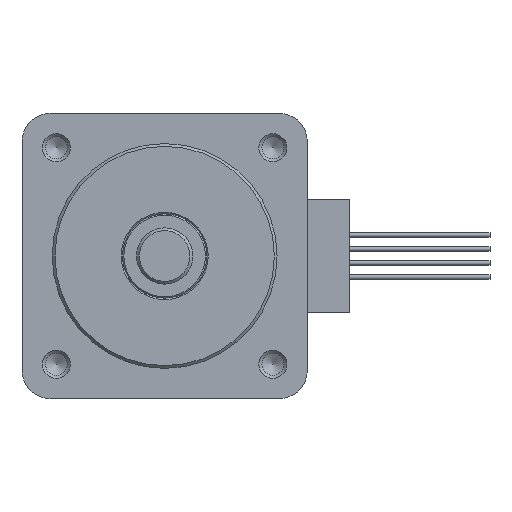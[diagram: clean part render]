
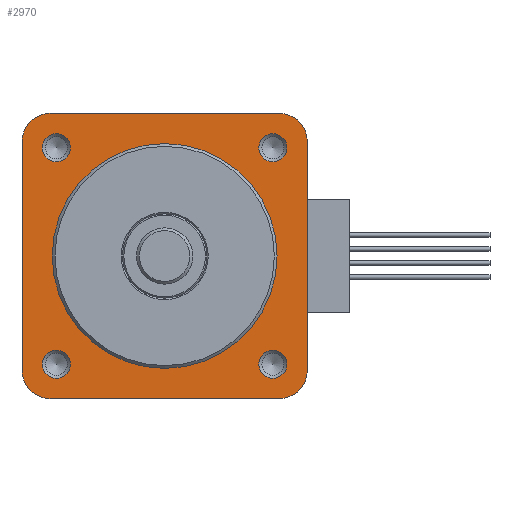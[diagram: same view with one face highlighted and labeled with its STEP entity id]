
A CAD part, left-side view. The second image highlights one B-rep face of the part: STEP entity #2970.
In plain terms, the highlighted planar face has unit normal (-1, 0, 0).
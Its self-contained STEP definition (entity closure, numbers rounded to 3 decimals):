
#53=CIRCLE('',#3166,2.);
#55=CIRCLE('',#3169,2.);
#57=CIRCLE('',#3172,2.);
#59=CIRCLE('',#3175,2.);
#62=CIRCLE('',#3184,1.);
#63=CIRCLE('',#3185,1.);
#64=CIRCLE('',#3186,1.);
#65=CIRCLE('',#3187,1.);
#66=CIRCLE('',#3188,8.);
#291=ORIENTED_EDGE('',*,*,#1113,.T.);
#292=ORIENTED_EDGE('',*,*,#1114,.T.);
#293=ORIENTED_EDGE('',*,*,#1115,.T.);
#294=ORIENTED_EDGE('',*,*,#1116,.T.);
#295=ORIENTED_EDGE('',*,*,#1117,.F.);
#296=ORIENTED_EDGE('',*,*,#1101,.F.);
#297=ORIENTED_EDGE('',*,*,#1110,.F.);
#298=ORIENTED_EDGE('',*,*,#1097,.F.);
#299=ORIENTED_EDGE('',*,*,#1108,.F.);
#300=ORIENTED_EDGE('',*,*,#1089,.F.);
#301=ORIENTED_EDGE('',*,*,#1106,.F.);
#302=ORIENTED_EDGE('',*,*,#1093,.F.);
#303=ORIENTED_EDGE('',*,*,#1104,.F.);
#1089=EDGE_CURVE('',#1500,#1501,#53,.T.);
#1093=EDGE_CURVE('',#1504,#1505,#55,.T.);
#1097=EDGE_CURVE('',#1508,#1509,#57,.T.);
#1101=EDGE_CURVE('',#1512,#1513,#59,.T.);
#1104=EDGE_CURVE('',#1513,#1504,#1806,.T.);
#1106=EDGE_CURVE('',#1505,#1500,#1808,.T.);
#1108=EDGE_CURVE('',#1501,#1508,#1810,.T.);
#1110=EDGE_CURVE('',#1509,#1512,#1812,.T.);
#1113=EDGE_CURVE('',#1516,#1516,#62,.T.);
#1114=EDGE_CURVE('',#1517,#1517,#63,.T.);
#1115=EDGE_CURVE('',#1518,#1518,#64,.T.);
#1116=EDGE_CURVE('',#1519,#1519,#65,.T.);
#1117=EDGE_CURVE('',#1520,#1520,#66,.F.);
#1500=VERTEX_POINT('',#4423);
#1501=VERTEX_POINT('',#4425);
#1504=VERTEX_POINT('',#4432);
#1505=VERTEX_POINT('',#4434);
#1508=VERTEX_POINT('',#4441);
#1509=VERTEX_POINT('',#4443);
#1512=VERTEX_POINT('',#4450);
#1513=VERTEX_POINT('',#4452);
#1516=VERTEX_POINT('',#4473);
#1517=VERTEX_POINT('',#4475);
#1518=VERTEX_POINT('',#4477);
#1519=VERTEX_POINT('',#4479);
#1520=VERTEX_POINT('',#4481);
#1806=LINE('',#4456,#2098);
#1808=LINE('',#4459,#2100);
#1810=LINE('',#4462,#2102);
#1812=LINE('',#4465,#2104);
#2098=VECTOR('',#3542,1000.);
#2100=VECTOR('',#3546,1000.);
#2102=VECTOR('',#3550,1000.);
#2104=VECTOR('',#3554,1000.);
#2383=EDGE_LOOP('',(#291));
#2384=EDGE_LOOP('',(#292));
#2385=EDGE_LOOP('',(#293));
#2386=EDGE_LOOP('',(#294));
#2387=EDGE_LOOP('',(#295));
#2388=EDGE_LOOP('',(#296,#297,#298,#299,#300,#301,#302,#303));
#2621=FACE_BOUND('',#2383,.T.);
#2622=FACE_BOUND('',#2384,.T.);
#2623=FACE_BOUND('',#2385,.T.);
#2624=FACE_BOUND('',#2386,.T.);
#2625=FACE_BOUND('',#2387,.T.);
#2626=FACE_BOUND('',#2388,.T.);
#2854=PLANE('',#3183);
#2970=ADVANCED_FACE('',(#2621,#2622,#2623,#2624,#2625,#2626),#2854,.F.);
#3166=AXIS2_PLACEMENT_3D('',#4424,#3512,#3513);
#3169=AXIS2_PLACEMENT_3D('',#4433,#3520,#3521);
#3172=AXIS2_PLACEMENT_3D('',#4442,#3528,#3529);
#3175=AXIS2_PLACEMENT_3D('',#4451,#3536,#3537);
#3183=AXIS2_PLACEMENT_3D('',#4471,#3561,#3562);
#3184=AXIS2_PLACEMENT_3D('',#4472,#3563,#3564);
#3185=AXIS2_PLACEMENT_3D('',#4474,#3565,#3566);
#3186=AXIS2_PLACEMENT_3D('',#4476,#3567,#3568);
#3187=AXIS2_PLACEMENT_3D('',#4478,#3569,#3570);
#3188=AXIS2_PLACEMENT_3D('',#4480,#3571,#3572);
#3512=DIRECTION('',(1.,0.,0.));
#3513=DIRECTION('',(0.,0.,-1.));
#3520=DIRECTION('',(1.,0.,0.));
#3521=DIRECTION('',(0.,0.,-1.));
#3528=DIRECTION('',(1.,0.,0.));
#3529=DIRECTION('',(0.,0.,-1.));
#3536=DIRECTION('',(1.,0.,0.));
#3537=DIRECTION('',(0.,0.,-1.));
#3542=DIRECTION('',(0.,-1.,0.));
#3546=DIRECTION('',(0.,0.,-1.));
#3550=DIRECTION('',(0.,1.,0.));
#3554=DIRECTION('',(0.,0.,1.));
#3561=DIRECTION('',(1.,0.,0.));
#3562=DIRECTION('',(0.,0.,-1.));
#3563=DIRECTION('',(1.,0.,0.));
#3564=DIRECTION('',(0.,1.,0.));
#3565=DIRECTION('',(1.,0.,0.));
#3566=DIRECTION('',(0.,1.,0.));
#3567=DIRECTION('',(1.,0.,0.));
#3568=DIRECTION('',(0.,1.,0.));
#3569=DIRECTION('',(1.,0.,0.));
#3570=DIRECTION('',(0.,1.,0.));
#3571=DIRECTION('',(1.,0.,0.));
#3572=DIRECTION('',(0.,0.,-1.));
#4423=CARTESIAN_POINT('',(0.,-10.15,-8.15));
#4424=CARTESIAN_POINT('',(0.,-8.15,-8.15));
#4425=CARTESIAN_POINT('',(0.,-8.15,-10.15));
#4432=CARTESIAN_POINT('',(0.,-8.15,10.15));
#4433=CARTESIAN_POINT('',(0.,-8.15,8.15));
#4434=CARTESIAN_POINT('',(0.,-10.15,8.15));
#4441=CARTESIAN_POINT('',(0.,8.15,-10.15));
#4442=CARTESIAN_POINT('',(0.,8.15,-8.15));
#4443=CARTESIAN_POINT('',(0.,10.15,-8.15));
#4450=CARTESIAN_POINT('',(0.,10.15,8.15));
#4451=CARTESIAN_POINT('',(0.,8.15,8.15));
#4452=CARTESIAN_POINT('',(0.,8.15,10.15));
#4456=CARTESIAN_POINT('',(0.,8.15,10.15));
#4459=CARTESIAN_POINT('',(0.,-10.15,8.15));
#4462=CARTESIAN_POINT('',(0.,-8.15,-10.15));
#4465=CARTESIAN_POINT('',(0.,10.15,-8.15));
#4471=CARTESIAN_POINT('',(0.,8.15,8.15));
#4472=CARTESIAN_POINT('',(0.,7.7,7.7));
#4473=CARTESIAN_POINT('',(0.,8.7,7.7));
#4474=CARTESIAN_POINT('',(0.,-7.7,-7.7));
#4475=CARTESIAN_POINT('',(0.,-6.7,-7.7));
#4476=CARTESIAN_POINT('',(0.,-7.7,7.7));
#4477=CARTESIAN_POINT('',(0.,-6.7,7.7));
#4478=CARTESIAN_POINT('',(0.,7.7,-7.7));
#4479=CARTESIAN_POINT('',(0.,8.7,-7.7));
#4480=CARTESIAN_POINT('',(0.,0.,0.));
#4481=CARTESIAN_POINT('',(0.,0.,-8.));
